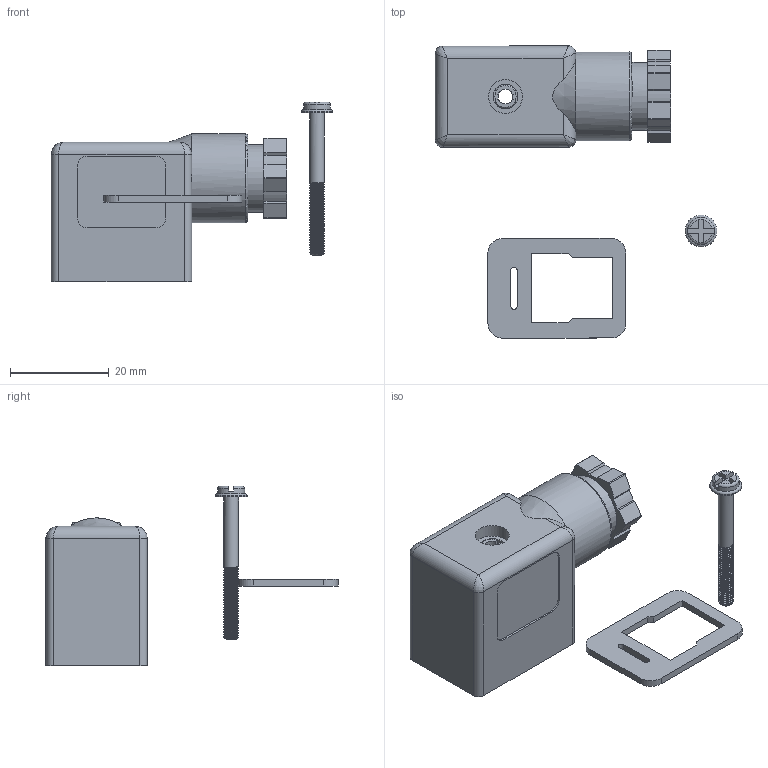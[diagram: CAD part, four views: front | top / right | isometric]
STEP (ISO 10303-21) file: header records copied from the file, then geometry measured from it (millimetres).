
FILE_DESCRIPTION(/* description */ (''),/* implementation_level */ '2;1');
FILE_NAME(/* name */ 'st_01.stp',/* time_stamp */ '2018-01-10T08:07:01+01:00',/* author */ ('leitheußer'),/* organization */ (''),/* preprocessor_version */ 'ST-DEVELOPER v15.6',/* originating_system */ 'Autodesk Inventor LT ',/* authorisation */ '');
FILE_SCHEMA (('AUTOMOTIVE_DESIGN { 1 0 10303 214 3 1 1 }'));
Length unit declared in the file: millimetre
Products named in the file (1): Bf-B-IND
Bounding box: 57.15 x 59.25 x 36.45 mm (x, y, z)
Volume: 12327.3 mm3; surface area: 16701.2 mm2
Topology: 15 solids, 15 shells, 743 faces, 1993 edges, 1305 vertices
Faces by surface type: plane 440, cylinder 166, bspline 97, torus 21, cone 19
Full cylindrical faces by diameter (mm): 2.382 x1, 2.459 x3, 2.782 x1, 2.8 x2, 2.9 x6, 3 x29, 4 x3, 4.3 x1, 5 x1, 5.5 x1, 6.45 x1, 6.5 x1, 6.9 x1, 8 x1, 9.7 x1, 10 x1, 13 x1, 13.25 x1, 13.7 x1, 14.7 x1, 18 x1
Entity records: 29448 total; most frequent: CARTESIAN_POINT 12240, ORIENTED_EDGE 3668, DIRECTION 3188, EDGE_CURVE 1834, LINE 1270, VECTOR 1270, VERTEX_POINT 1227, AXIS2_PLACEMENT_3D 959
